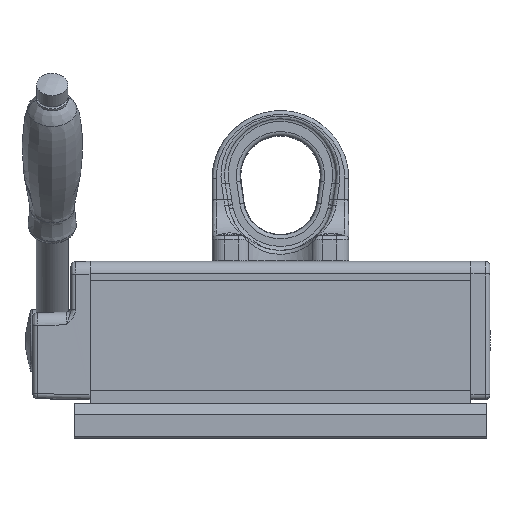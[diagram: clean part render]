
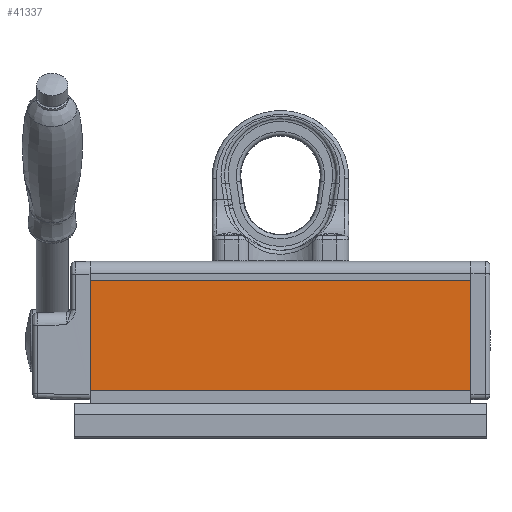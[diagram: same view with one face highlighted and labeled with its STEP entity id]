
A CAD part, top view. The second image highlights one B-rep face of the part: STEP entity #41337.
In plain terms, the highlighted planar face has unit normal (0, 0, 1).
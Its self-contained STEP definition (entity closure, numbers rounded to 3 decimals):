
#3438=PLANE('',#45577);
#6013=FACE_OUTER_BOUND('',#8900,.T.);
#8900=EDGE_LOOP('',(#38061,#38062,#38063,#38064));
#12041=LINE('',#114728,#15197);
#12046=LINE('',#114739,#15202);
#12048=LINE('',#114742,#15204);
#12049=LINE('',#114743,#15205);
#15197=VECTOR('',#56981,1000.);
#15202=VECTOR('',#56990,1000.);
#15204=VECTOR('',#56994,1000.);
#15205=VECTOR('',#56995,1000.);
#20528=VERTEX_POINT('',#114722);
#20530=VERTEX_POINT('',#114726);
#20533=VERTEX_POINT('',#114736);
#20534=VERTEX_POINT('',#114738);
#26377=EDGE_CURVE('',#20530,#20528,#12041,.T.);
#26382=EDGE_CURVE('',#20534,#20533,#12046,.T.);
#26384=EDGE_CURVE('',#20528,#20533,#12048,.T.);
#26385=EDGE_CURVE('',#20530,#20534,#12049,.T.);
#38061=ORIENTED_EDGE('',*,*,#26384,.F.);
#38062=ORIENTED_EDGE('',*,*,#26377,.F.);
#38063=ORIENTED_EDGE('',*,*,#26385,.T.);
#38064=ORIENTED_EDGE('',*,*,#26382,.T.);
#41337=ADVANCED_FACE('',(#6013),#3438,.T.);
#45577=AXIS2_PLACEMENT_3D('',#114741,#56992,#56993);
#56981=DIRECTION('',(-1.,0.,0.));
#56990=DIRECTION('',(-1.,0.,0.));
#56992=DIRECTION('center_axis',(0.,0.,
1.));
#56993=DIRECTION('ref_axis',(0.,1.,0.));
#56994=DIRECTION('',(0.,1.,0.));
#56995=DIRECTION('',(0.,1.,0.));
#114722=CARTESIAN_POINT('',(-120.,-85.902,-26.868));
#114726=CARTESIAN_POINT('',(120.,-85.902,-26.868));
#114728=CARTESIAN_POINT('',(120.,-85.902,-26.868));
#114736=CARTESIAN_POINT('',(-120.,-16.268,-26.868));
#114738=CARTESIAN_POINT('',(120.,-16.268,-26.868));
#114739=CARTESIAN_POINT('',(120.,-16.268,-26.868));
#114741=CARTESIAN_POINT('Origin',(120.,-85.902,-26.868));
#114742=CARTESIAN_POINT('',(-120.,-85.902,-26.868));
#114743=CARTESIAN_POINT('',(120.,-85.902,-26.868));
